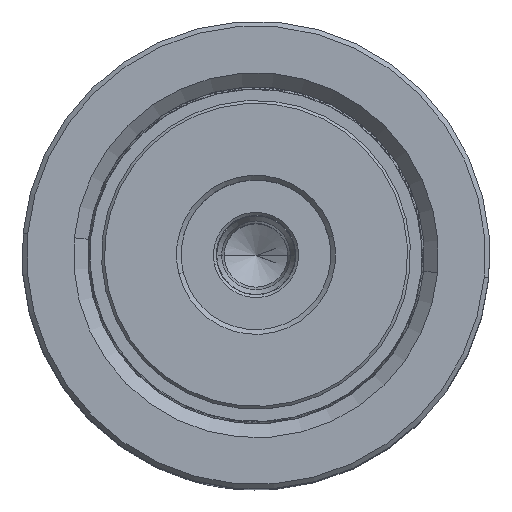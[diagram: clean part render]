
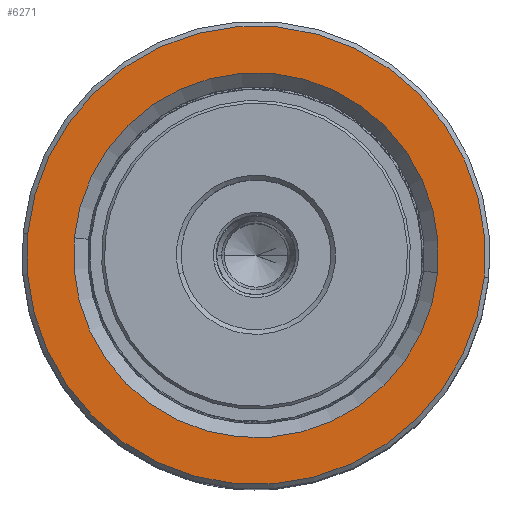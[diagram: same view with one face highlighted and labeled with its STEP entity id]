
A CAD part, top view. The second image highlights one B-rep face of the part: STEP entity #6271.
In plain terms, the highlighted planar face has unit normal (0, 0, 1).
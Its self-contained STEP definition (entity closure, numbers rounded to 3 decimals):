
#1470 = EDGE_CURVE ( 'NONE', #30104, #24756, #20068, .T. ) ;
#3638 = CARTESIAN_POINT ( 'NONE',  ( 0., 0., 60. ) ) ;
#3675 = CARTESIAN_POINT ( 'NONE',  ( -19.5, 0., 60. ) ) ;
#3752 = CARTESIAN_POINT ( 'NONE',  ( 24.5, 0., 60. ) ) ;
#4029 = FACE_BOUND ( 'NONE', #24717, .T. ) ;
#6271 = ADVANCED_FACE ( 'NONE', ( #6462, #4029 ), #10056, .T. ) ;
#6462 = FACE_OUTER_BOUND ( 'NONE', #32248, .T. ) ;
#6709 = ORIENTED_EDGE ( 'NONE', *, *, #34988, .T. ) ;
#8642 = VERTEX_POINT ( 'NONE', #12348 ) ;
#8649 = DIRECTION ( 'NONE',  ( 0., 0., 1. ) ) ;
#8726 = EDGE_CURVE ( 'NONE', #24756, #30104, #24382, .T. ) ;
#10056 = PLANE ( 'NONE',  #34014 ) ;
#10270 = ORIENTED_EDGE ( 'NONE', *, *, #31047, .T. ) ;
#12348 = CARTESIAN_POINT ( 'NONE',  ( -24.5, 0., 60. ) ) ;
#12737 = DIRECTION ( 'NONE',  ( 1., 0., 0. ) ) ;
#16389 = CIRCLE ( 'NONE', #22199, 24.5 ) ;
#18597 = ORIENTED_EDGE ( 'NONE', *, *, #8726, .T. ) ;
#18710 = DIRECTION ( 'NONE',  ( 1., 0., 0. ) ) ;
#18780 = CARTESIAN_POINT ( 'NONE',  ( 0., 0., 60. ) ) ;
#18898 = DIRECTION ( 'NONE',  ( 1., 0., 0. ) ) ;
#20068 = CIRCLE ( 'NONE', #33643, 19.5 ) ;
#20702 = CARTESIAN_POINT ( 'NONE',  ( 0., 0., 60. ) ) ;
#21803 = AXIS2_PLACEMENT_3D ( 'NONE', #18780, #24848, #12737 ) ;
#22199 = AXIS2_PLACEMENT_3D ( 'NONE', #20702, #8649, #39287 ) ;
#22326 = DIRECTION ( 'NONE',  ( 0., 0., 1. ) ) ;
#22529 = CARTESIAN_POINT ( 'NONE',  ( 0., 0., 60. ) ) ;
#24382 = CIRCLE ( 'NONE', #21803, 19.5 ) ;
#24717 = EDGE_LOOP ( 'NONE', ( #18597, #32610 ) ) ;
#24756 = VERTEX_POINT ( 'NONE', #38631 ) ;
#24848 = DIRECTION ( 'NONE',  ( 0., 0., -1. ) ) ;
#25172 = DIRECTION ( 'NONE',  ( 0., 0., -1. ) ) ;
#25351 = DIRECTION ( 'NONE',  ( 0., 0., 1. ) ) ;
#26577 = DIRECTION ( 'NONE',  ( 1., 0., 0. ) ) ;
#30028 = CIRCLE ( 'NONE', #32636, 24.5 ) ;
#30104 = VERTEX_POINT ( 'NONE', #3675 ) ;
#31047 = EDGE_CURVE ( 'NONE', #8642, #33125, #16389, .T. ) ;
#32248 = EDGE_LOOP ( 'NONE', ( #10270, #6709 ) ) ;
#32610 = ORIENTED_EDGE ( 'NONE', *, *, #1470, .T. ) ;
#32636 = AXIS2_PLACEMENT_3D ( 'NONE', #22529, #25351, #18898 ) ;
#33125 = VERTEX_POINT ( 'NONE', #3752 ) ;
#33643 = AXIS2_PLACEMENT_3D ( 'NONE', #3638, #25172, #26577 ) ;
#34014 = AXIS2_PLACEMENT_3D ( 'NONE', #34853, #22326, #18710 ) ;
#34853 = CARTESIAN_POINT ( 'NONE',  ( 0., 0., 60. ) ) ;
#34988 = EDGE_CURVE ( 'NONE', #33125, #8642, #30028, .T. ) ;
#38631 = CARTESIAN_POINT ( 'NONE',  ( 19.5, 0., 60. ) ) ;
#39287 = DIRECTION ( 'NONE',  ( 1., 0., 0. ) ) ;
